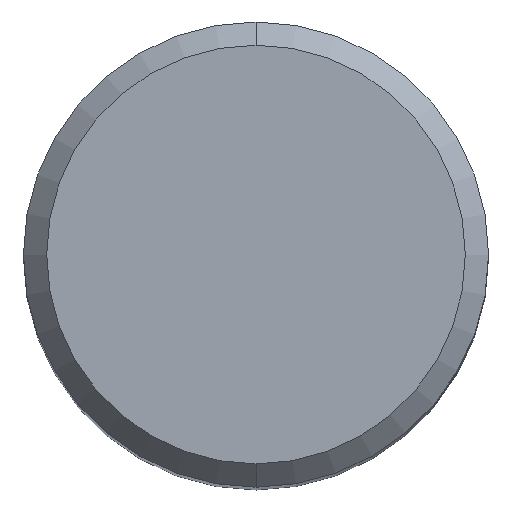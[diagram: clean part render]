
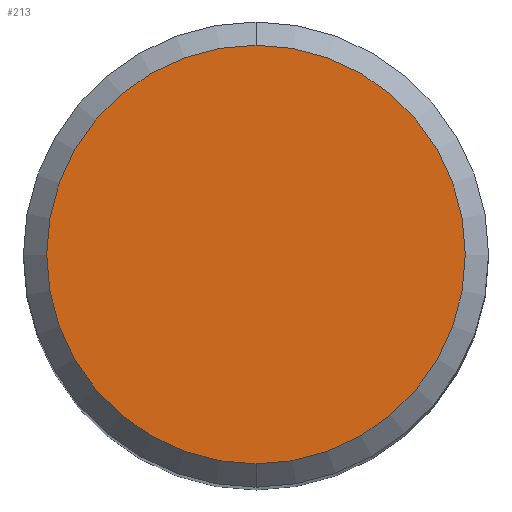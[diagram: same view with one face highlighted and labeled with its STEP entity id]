
A CAD part, top view. The second image highlights one B-rep face of the part: STEP entity #213.
In plain terms, the highlighted planar face has unit normal (0, 0, 1).
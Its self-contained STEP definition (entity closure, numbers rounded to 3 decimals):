
#113=VERTEX_POINT('',#266);
#147=EDGE_CURVE('',#113,#217,#305,.T.);
#213=ADVANCED_FACE('',(#379),#380,.T.);
#217=VERTEX_POINT('',#384);
#223=EDGE_CURVE('',#217,#113,#390,.T.);
#266=CARTESIAN_POINT('',(0.,-5.4,0.0));
#305=CIRCLE('',#481,5.4);
#379=FACE_OUTER_BOUND('',#574,.T.);
#380=PLANE('',#575);
#384=CARTESIAN_POINT('',(0.0,5.4,0.0));
#390=CIRCLE('',#590,5.4);
#481=AXIS2_PLACEMENT_3D('',#679,#680,#681);
#574=EDGE_LOOP('',(#769,#770));
#575=AXIS2_PLACEMENT_3D('',#771,#772,#773);
#590=AXIS2_PLACEMENT_3D('',#776,#777,#778);
#679=CARTESIAN_POINT('',(0.0,0.0,0.0));
#680=DIRECTION('',(0.0,0.0,-1.0));
#681=DIRECTION('',(0.0,1.0,0.0));
#769=ORIENTED_EDGE('',*,*,#223,.F.);
#770=ORIENTED_EDGE('',*,*,#147,.F.);
#771=CARTESIAN_POINT('',(0.0,2.7,0.0));
#772=DIRECTION('',(-0.0,0.0,1.0));
#773=DIRECTION('',(0.0,-1.0,0.0));
#776=CARTESIAN_POINT('',(0.0,0.0,0.0));
#777=DIRECTION('',(0.0,0.0,-1.0));
#778=DIRECTION('',(0.0,1.0,0.0));
